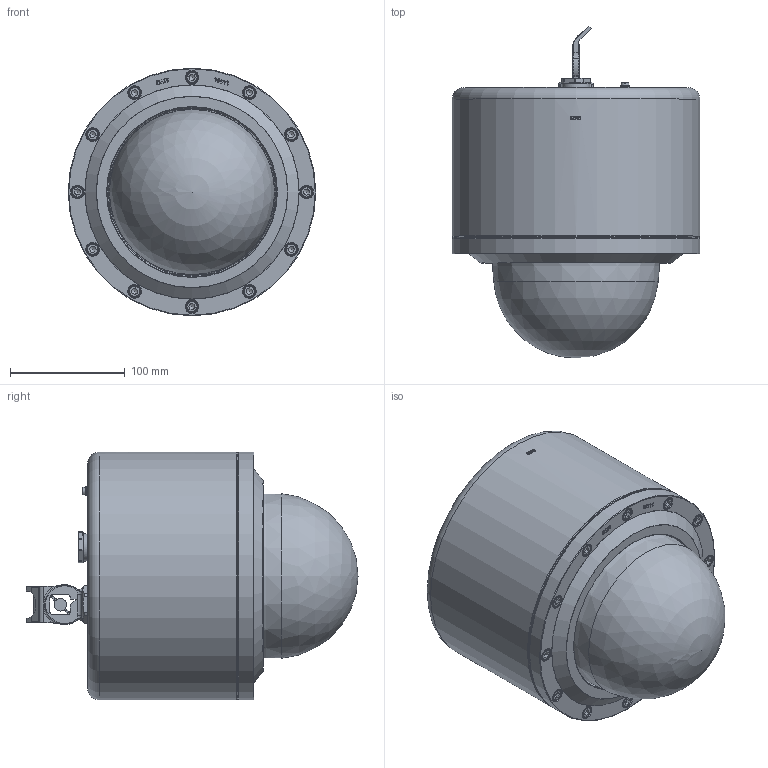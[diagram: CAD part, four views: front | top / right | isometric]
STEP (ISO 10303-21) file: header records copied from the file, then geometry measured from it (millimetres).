
FILE_DESCRIPTION(/* description */ (''),/* implementation_level */ '2;1');
FILE_NAME(/* name */ 'ExCam XF P3807 - T08-VA4.1K.PS1-LL.H-000.X-X (flipConnect)_rev.00.stp',/* time_stamp */ '2023-05-10T11:19:07+02:00',/* author */ ('Sebastian Weber'),/* organization */ (''),/* preprocessor_version */ 'ST-DEVELOPER v19.2',/* originating_system */ 'Autodesk Inventor 2023',/* authorisation */ '');
FILE_SCHEMA (('CONFIG_CONTROL_DESIGN'));
Length unit declared in the file: millimetre
Products named in the file (20): ExCam IPP3807 - T08-VA4.1K.PS1-N.N-005.N-P; VA4.1K.Px1_rev.01 (ohne M3er Bohrungen); VA4.1K_rev.02; VA4.x.Px1_rev.01; VA4.x.Px1_rev.01_1; Compound VA4.x.PA2_rev.04; O-Ring 146x4,00 MVQ70; VA4.x.Px1 Passscheibe_rev.01; VA4.x.PA2 Ringmutter vers.02_rev.03; VA 3.x Gylon Flachdichtung; VA3.x Gehäuseschraubengarnitur; DIN 912 - M6 x 25; DIN 7980 - 6; 20180909_VA4_x_PS1 Kalotte_(Dome)mit Kühlung_Stand_29_8_2019; Erdungsschraube; DIN 84 - M4 x 10; AS 1237 - 4; DIN 127 - A 4; Ex-d_Verschlussstopfen M25x1,5; Ex d Verschlussstopfen M20x1,5
Assembly tree (30 placements, depth 5):
  ExCam IPP3807 - T08-VA4.1K.PS1-N.N-005.N-P
    VA4.1K.Px1_rev.01 (ohne M3er Bohrungen)
      VA4.1K_rev.02
      VA4.x.Px1_rev.01
        VA4.x.Px1_rev.01_1
        Compound VA4.x.PA2_rev.04
        O-Ring 146x4,00 MVQ70
        VA4.x.Px1 Passscheibe_rev.01
        VA4.x.PA2 Ringmutter vers.02_rev.03
        VA 3.x Gylon Flachdichtung
        VA3.x Gehäuseschraubengarnitur  x12
          DIN 912 - M6 x 25
          DIN 7980 - 6
        20180909_VA4_x_PS1 Kalotte_(Dome)mit Kühlung_Stand_29_8_2019
      Erdungsschraube
        DIN 84 - M4 x 10
        AS 1237 - 4
        DIN 127 - A 4
    Ex-d_Verschlussstopfen M25x1,5
    Ex d Verschlussstopfen M20x1,5
Bounding box: 216 x 289.7 x 216 mm (x, y, z)
Volume: 1612716.6 mm3; surface area: 558098.7 mm2
Topology: 37 solids, 37 shells, 1214 faces, 3093 edges, 2014 vertices
Faces by surface type: plane 449, bspline 293, cylinder 254, cone 124, torus 92, sphere 2
Full cylindrical faces by diameter (mm): 3.242 x1, 3.621 x1, 4 x1, 4.3 x1, 4.917 x15, 5 x4, 5.9 x12, 6 x12, 6.4 x12, 6.647 x6, 8 x1, 10 x12, 10.913 x1, 11 x12, 18.376 x1, 20 x2, 23 x1, 23.376 x1, 24 x1, 24.95 x1, 148 x3, 150 x2, 153 x2, 154 x1, 171.5 x1, 172.84 x1, 175 x1, 175.5 x2, 180 x1, 187 x2
Entity records: 37457 total; most frequent: CARTESIAN_POINT 14440, ORIENTED_EDGE 4932, DIRECTION 3961, EDGE_CURVE 2466, VERTEX_POINT 1618, AXIS2_PLACEMENT_3D 1436, EDGE_LOOP 1114, LINE 1089
